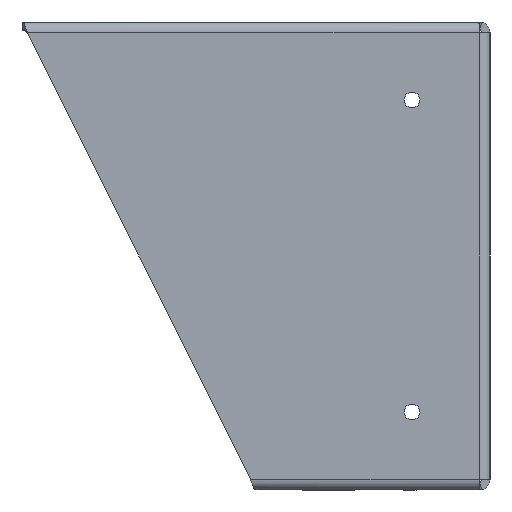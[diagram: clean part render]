
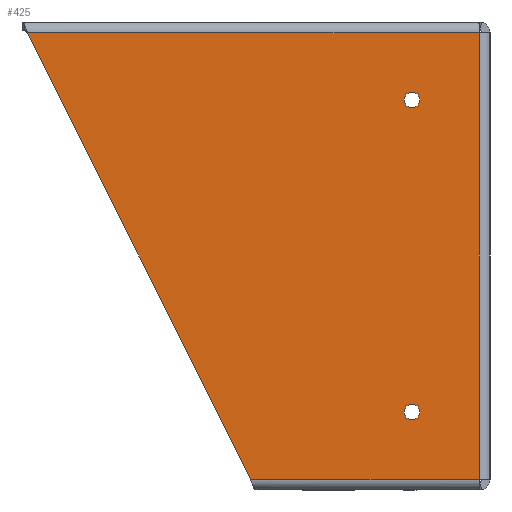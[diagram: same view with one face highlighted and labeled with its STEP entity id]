
A CAD part, left-side view. The second image highlights one B-rep face of the part: STEP entity #425.
In plain terms, the highlighted planar face has unit normal (-1, 0, 0).
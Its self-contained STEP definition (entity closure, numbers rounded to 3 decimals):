
#425 = ADVANCED_FACE( '', ( #1069, #1070, #1071 ), #1072, .T. );
#1069 = FACE_BOUND( '', #3919, .T. );
#1070 = FACE_BOUND( '', #3920, .T. );
#1071 = FACE_OUTER_BOUND( '', #3921, .T. );
#1072 = PLANE( '', #3922 );
#3919 = EDGE_LOOP( '', ( #11006 ) );
#3920 = EDGE_LOOP( '', ( #11007 ) );
#3921 = EDGE_LOOP( '', ( #11008, #11009, #11010, #11011 ) );
#3922 = AXIS2_PLACEMENT_3D( '', #11012, #11013, #11014 );
#11006 = ORIENTED_EDGE( '', *, *, #12915, .T. );
#11007 = ORIENTED_EDGE( '', *, *, #12683, .T. );
#11008 = ORIENTED_EDGE( '', *, *, #12916, .T. );
#11009 = ORIENTED_EDGE( '', *, *, #12917, .T. );
#11010 = ORIENTED_EDGE( '', *, *, #12918, .T. );
#11011 = ORIENTED_EDGE( '', *, *, #12919, .T. );
#11012 = CARTESIAN_POINT( '', ( -254., 0., 0. ) );
#11013 = DIRECTION( '', ( -1., 0., 0. ) );
#11014 = DIRECTION( '', ( 0., -1., 0. ) );
#12683 = EDGE_CURVE( '', #13564, #13564, #13565, .F. );
#12915 = EDGE_CURVE( '', #13939, #13939, #13940, .F. );
#12916 = EDGE_CURVE( '', #13941, #13942, #13943, .T. );
#12917 = EDGE_CURVE( '', #13942, #13944, #13945, .T. );
#12918 = EDGE_CURVE( '', #13944, #13841, #13946, .T. );
#12919 = EDGE_CURVE( '', #13841, #13941, #13947, .T. );
#13564 = VERTEX_POINT( '', #14785 );
#13565 = CIRCLE( '', #14786, 2.553 );
#13841 = VERTEX_POINT( '', #15498 );
#13939 = VERTEX_POINT( '', #15801 );
#13940 = CIRCLE( '', #15802, 2.553 );
#13941 = VERTEX_POINT( '', #15803 );
#13942 = VERTEX_POINT( '', #15804 );
#13943 = LINE( '', #15805, #15806 );
#13944 = VERTEX_POINT( '', #15807 );
#13945 = LINE( '', #15808, #15809 );
#13946 = LINE( '', #15810, #15811 );
#13947 = LINE( '', #15812, #15813 );
#14785 = CARTESIAN_POINT( '', ( -254., 22.847, -50.8 ) );
#14786 = AXIS2_PLACEMENT_3D( '', #17773, #17774, #17775 );
#15498 = CARTESIAN_POINT( '', ( -254., 150.66, 72.72 ) );
#15801 = CARTESIAN_POINT( '', ( -254., 22.847, 50.8 ) );
#15802 = AXIS2_PLACEMENT_3D( '', #17989, #17990, #17991 );
#15803 = CARTESIAN_POINT( '', ( -254., 77.94, -72.72 ) );
#15804 = CARTESIAN_POINT( '', ( -254., 3.48, -72.72 ) );
#15805 = CARTESIAN_POINT( '', ( -254., 3.48, -72.72 ) );
#15806 = VECTOR( '', #17992, 1000. );
#15807 = CARTESIAN_POINT( '', ( -254., 3.48, 72.72 ) );
#15808 = CARTESIAN_POINT( '', ( -254., 3.48, -76.2 ) );
#15809 = VECTOR( '', #17993, 1000. );
#15810 = CARTESIAN_POINT( '', ( -254., 150.66, 72.72 ) );
#15811 = VECTOR( '', #17994, 1000. );
#15812 = CARTESIAN_POINT( '', ( -254., 152.4, 76.2 ) );
#15813 = VECTOR( '', #17995, 1000. );
#17773 = CARTESIAN_POINT( '', ( -254., 25.4, -50.8 ) );
#17774 = DIRECTION( '', ( -1., 0., 0. ) );
#17775 = DIRECTION( '', ( 0., -1., 0. ) );
#17989 = CARTESIAN_POINT( '', ( -254., 25.4, 50.8 ) );
#17990 = DIRECTION( '', ( -1., 0., 0. ) );
#17991 = DIRECTION( '', ( 0., -1., 0. ) );
#17992 = DIRECTION( '', ( 0., -1., 0. ) );
#17993 = DIRECTION( '', ( 0., 0., 1. ) );
#17994 = DIRECTION( '', ( 0., 1., 0. ) );
#17995 = DIRECTION( '', ( 0., -0.447, -0.894 ) );
